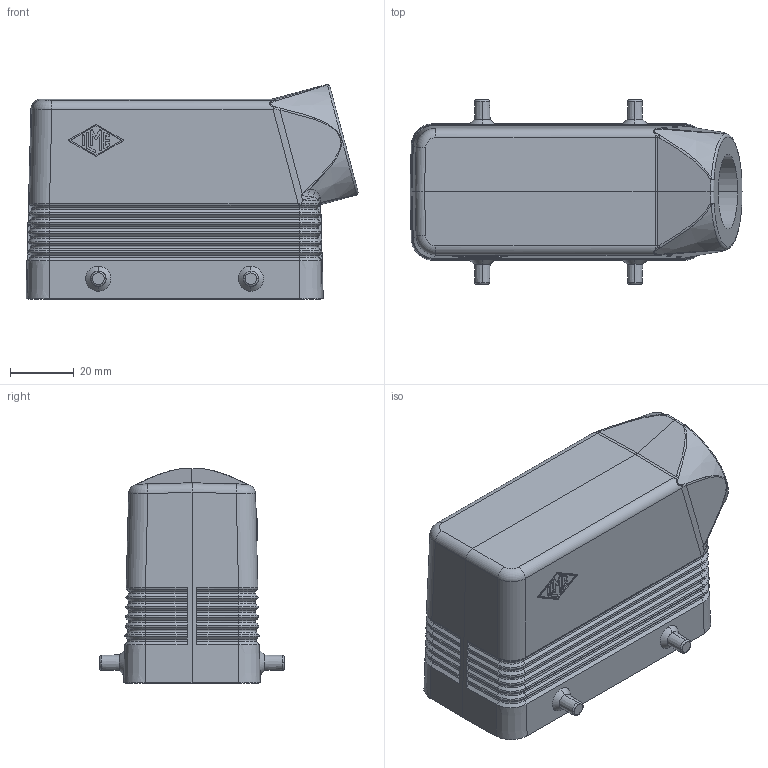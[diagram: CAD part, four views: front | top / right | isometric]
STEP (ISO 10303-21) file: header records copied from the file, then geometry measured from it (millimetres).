
FILE_DESCRIPTION(('Creo Elements/Direct Modeling STEP Export'),'2;1');
FILE_NAME('0ln7uvk5kq5n3f44868','2022-09-20T11:28:27',(''),(''),'Creo Elements/Direct Modeling STEP processor for AP214 (Solid Model)','Creo Elements/Direct Modeling 20.1B 02-Apr-2019 (C) Parametric Technology GmbH','');
FILE_SCHEMA(('AUTOMOTIVE_DESIGN { 1 0 10303 214 1 1 1 1 }'));
Length unit declared in the file: millimetre
Products named in the file (2): MHOR 16.25
Assembly tree (1 placements, depth 2):
  MHOR 16.25
    MHOR 16.25
Bounding box: 104.42 x 58 x 67.56 mm (x, y, z)
Volume: 63655.6 mm3; surface area: 40024.3 mm2
Topology: 1 solids, 1 shells, 606 faces, 1413 edges, 817 vertices
Faces by surface type: plane 199, cylinder 173, bspline 86, cone 78, torus 60, sphere 10
Entity records: 26227 total; most frequent: CARTESIAN_POINT 8478, ORIENTED_EDGE 2814, DIRECTION 2544, EDGE_CURVE 1407, AXIS2_PLACEMENT_3D 944, VERTEX_POINT 817, VECTOR 656, LINE 656
